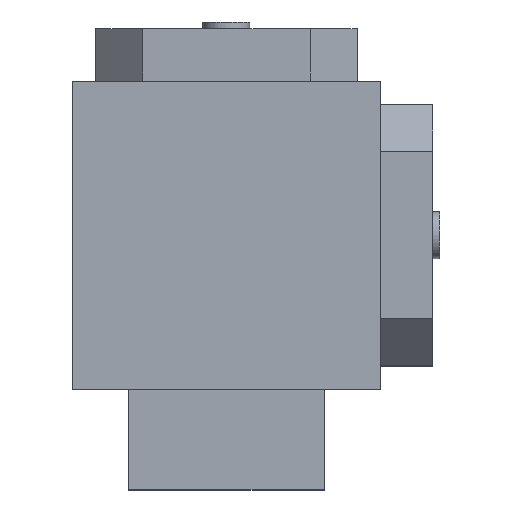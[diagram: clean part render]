
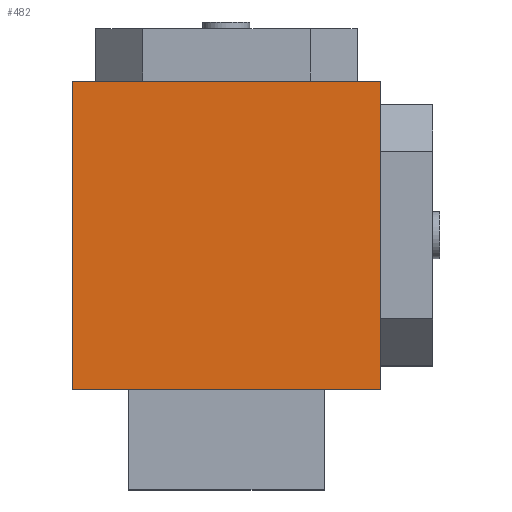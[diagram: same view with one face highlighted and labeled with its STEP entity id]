
A CAD part, top view. The second image highlights one B-rep face of the part: STEP entity #482.
In plain terms, the highlighted planar face has unit normal (0, 0, 1).
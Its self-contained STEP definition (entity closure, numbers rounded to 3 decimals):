
#40 = VERTEX_POINT('',#41);
#41 = CARTESIAN_POINT('',(6.575,6.575,11.2));
#47 = EDGE_CURVE('',#40,#48,#50,.T.);
#48 = VERTEX_POINT('',#49);
#49 = CARTESIAN_POINT('',(-6.575,6.575,11.2));
#50 = LINE('',#51,#52);
#51 = CARTESIAN_POINT('',(6.575,6.575,11.2));
#52 = VECTOR('',#53,1.);
#53 = DIRECTION('',(-1.,0.,0.));
#409 = VERTEX_POINT('',#410);
#410 = CARTESIAN_POINT('',(6.575,-6.575,11.2));
#416 = EDGE_CURVE('',#409,#40,#417,.T.);
#417 = LINE('',#418,#419);
#418 = CARTESIAN_POINT('',(6.575,-6.575,11.2));
#419 = VECTOR('',#420,1.);
#420 = DIRECTION('',(0.,1.,0.));
#482 = ADVANCED_FACE('',(#483),#501,.T.);
#483 = FACE_BOUND('',#484,.T.);
#484 = EDGE_LOOP('',(#485,#486,#494,#500));
#485 = ORIENTED_EDGE('',*,*,#47,.T.);
#486 = ORIENTED_EDGE('',*,*,#487,.T.);
#487 = EDGE_CURVE('',#48,#488,#490,.T.);
#488 = VERTEX_POINT('',#489);
#489 = CARTESIAN_POINT('',(-6.575,-6.575,11.2));
#490 = LINE('',#491,#492);
#491 = CARTESIAN_POINT('',(-6.575,6.575,11.2));
#492 = VECTOR('',#493,1.);
#493 = DIRECTION('',(0.,-1.,0.));
#494 = ORIENTED_EDGE('',*,*,#495,.T.);
#495 = EDGE_CURVE('',#488,#409,#496,.T.);
#496 = LINE('',#497,#498);
#497 = CARTESIAN_POINT('',(-6.575,-6.575,11.2));
#498 = VECTOR('',#499,1.);
#499 = DIRECTION('',(1.,0.,0.));
#500 = ORIENTED_EDGE('',*,*,#416,.T.);
#501 = PLANE('',#502);
#502 = AXIS2_PLACEMENT_3D('',#503,#504,#505);
#503 = CARTESIAN_POINT('',(0.,0.,11.2)
  );
#504 = DIRECTION('',(0.,0.,1.));
#505 = DIRECTION('',(1.,0.,0.));
